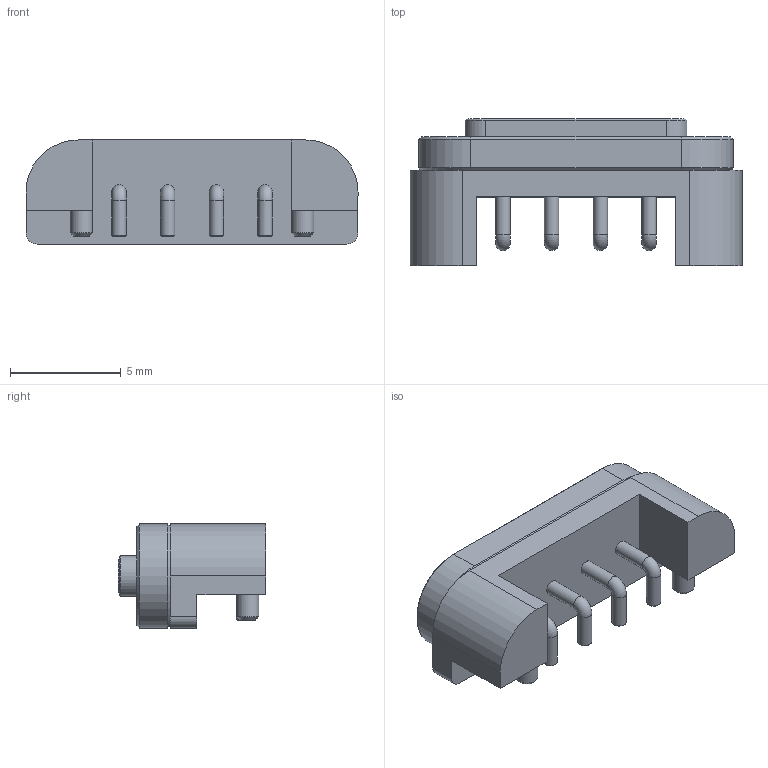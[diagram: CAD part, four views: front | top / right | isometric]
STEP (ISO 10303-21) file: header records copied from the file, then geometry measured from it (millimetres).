
FILE_DESCRIPTION(/* description */ (''),/* implementation_level */ '2;1');
FILE_NAME(/* name */ 'CON_HytePro_M411P_Plug_1x04.step',/* time_stamp */ '2024-07-13T17:02:01+02:00',/* author */ (''),/* organization */ (''),/* preprocessor_version */ 'ST-DEVELOPER v20',/* originating_system */ 'Autodesk Translation Framework v13.14.0.145',/* authorisation */ '');
FILE_SCHEMA (('AUTOMOTIVE_DESIGN { 1 0 10303 214 3 1 1 }'));
Length unit declared in the file: millimetre
Products named in the file (5): MagCon_Male; Magnetic Connector Male; Magnetic Connector Male - MiddlePart; Magnetic Connector Male - MountingPart; Magnetic Connector Male-tip_Standard
Assembly tree (4 placements, depth 3):
  MagCon_Male
    Magnetic Connector Male
      Magnetic Connector Male - MiddlePart
      Magnetic Connector Male - MountingPart
      Magnetic Connector Male-tip_Standard
Bounding box: 15 x 6.64 x 4.7 mm (x, y, z)
Volume: 248.5 mm3; surface area: 624.6 mm2
Topology: 6 solids, 6 shells, 101 faces, 207 edges, 127 vertices
Faces by surface type: plane 47, cylinder 32, cone 18, torus 4
Full cylindrical faces by diameter (mm): 0.65 x12, 1 x2, 1.482 x8
Entity records: 2823 total; most frequent: DIRECTION 518, CARTESIAN_POINT 444, ORIENTED_EDGE 414, EDGE_CURVE 207, AXIS2_PLACEMENT_3D 201, VERTEX_POINT 127, EDGE_LOOP 120, LINE 116
